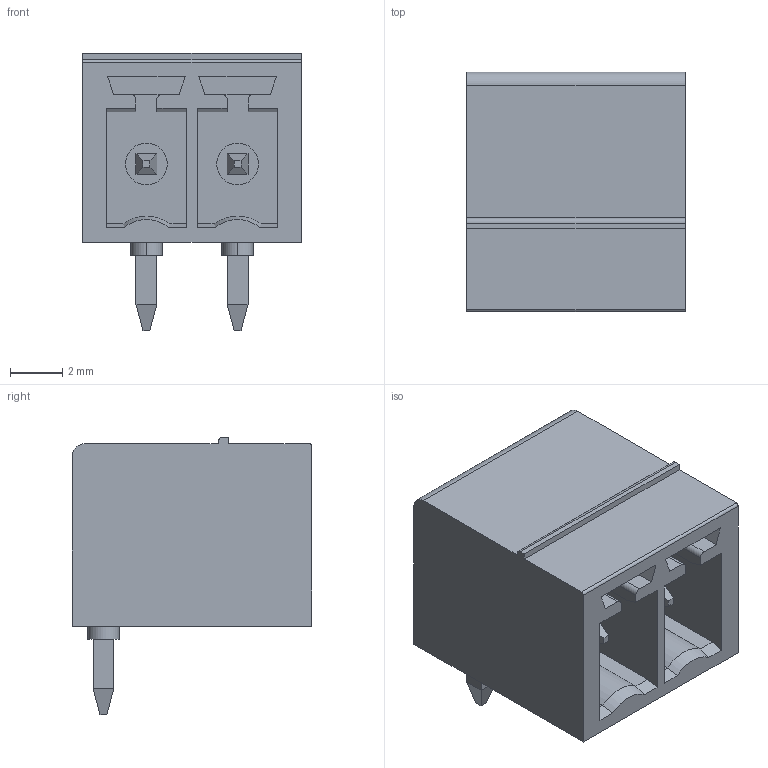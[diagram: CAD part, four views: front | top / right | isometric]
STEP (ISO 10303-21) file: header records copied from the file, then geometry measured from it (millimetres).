
FILE_DESCRIPTION(('Creo Elements/Direct Modeling STEP Export'),'2;1');
FILE_NAME('model.stp','2017-05-15T 7:56:12',(''),(''),'Creo Elements/Direct Modeling STEP processor for AP214 (Solid Model)','Creo Elements/Direct Modeling 18.1I 14-Aug-2016 (C) Parametric Technology GmbH','');
FILE_SCHEMA(('AUTOMOTIVE_DESIGN { 1 0 10303 214 1 1 1 1 }'));
Length unit declared in the file: millimetre
Products named in the file (2): MC_1.5-2-G-3.5
Assembly tree (1 placements, depth 2):
  MC_1.5-2-G-3.5
    MC_1.5-2-G-3.5
Bounding box: 8.4 x 9.2 x 10.65 mm (x, y, z)
Volume: 340.4 mm3; surface area: 775.9 mm2
Topology: 1 solids, 1 shells, 147 faces, 367 edges, 238 vertices
Faces by surface type: plane 105, cylinder 40, cone 2
Entity records: 5533 total; most frequent: CARTESIAN_POINT 787, ORIENTED_EDGE 734, DIRECTION 713, EDGE_CURVE 367, VECTOR 281, LINE 281, VERTEX_POINT 238, AXIS2_PLACEMENT_3D 216
